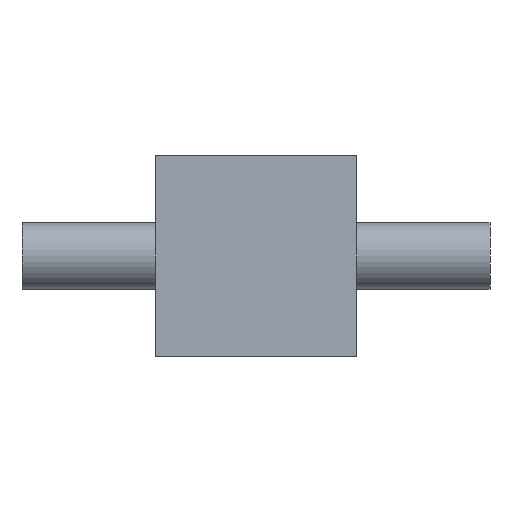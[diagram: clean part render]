
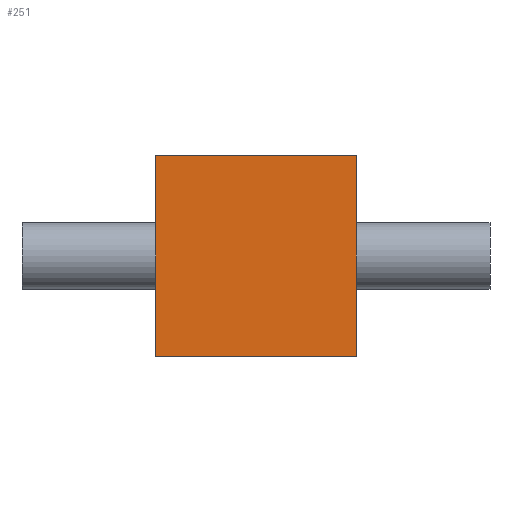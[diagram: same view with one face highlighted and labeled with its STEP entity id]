
A CAD part, left-side view. The second image highlights one B-rep face of the part: STEP entity #251.
In plain terms, the highlighted planar face has unit normal (-1, 0, 0).
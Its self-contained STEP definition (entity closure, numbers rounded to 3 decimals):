
#9 = VERTEX_POINT ( 'NONE', #296 ) ;
#16 = DIRECTION ( 'NONE',  ( 0., 1., 0. ) ) ;
#50 = EDGE_LOOP ( 'NONE', ( #85, #252, #88, #87 ) ) ;
#64 = LINE ( 'NONE', #283, #106 ) ;
#67 = DIRECTION ( 'NONE',  ( 0., 0., 1. ) ) ;
#73 = CARTESIAN_POINT ( 'NONE',  ( -100., -2.5, 2.5 ) ) ;
#78 = FACE_OUTER_BOUND ( 'NONE', #50, .T. ) ;
#85 = ORIENTED_EDGE ( 'NONE', *, *, #304, .F. ) ;
#87 = ORIENTED_EDGE ( 'NONE', *, *, #355, .F. ) ;
#88 = ORIENTED_EDGE ( 'NONE', *, *, #360, .T. ) ;
#106 = VECTOR ( 'NONE', #282, 1000. ) ;
#125 = LINE ( 'NONE', #73, #135 ) ;
#127 = VECTOR ( 'NONE', #67, 1000. ) ;
#135 = VECTOR ( 'NONE', #16, 1000. ) ;
#136 = VECTOR ( 'NONE', #212, 1000. ) ;
#137 = LINE ( 'NONE', #315, #136 ) ;
#157 = VERTEX_POINT ( 'NONE', #299 ) ;
#160 = CARTESIAN_POINT ( 'NONE',  ( -100., 2.5, -2.5 ) ) ;
#167 = DIRECTION ( 'NONE',  ( 1., 0., 0. ) ) ;
#170 = EDGE_CURVE ( 'NONE', #157, #297, #137, .T. ) ;
#180 = VERTEX_POINT ( 'NONE', #240 ) ;
#185 = DIRECTION ( 'NONE',  ( 0., 0., -1. ) ) ;
#208 = PLANE ( 'NONE',  #331 ) ;
#212 = DIRECTION ( 'NONE',  ( 0., 0., 1. ) ) ;
#222 = LINE ( 'NONE', #160, #127 ) ;
#240 = CARTESIAN_POINT ( 'NONE',  ( -100., 2.5, -2.5 ) ) ;
#241 = CARTESIAN_POINT ( 'NONE',  ( -100., 0., 0. ) ) ;
#251 = ADVANCED_FACE ( 'NONE', ( #78 ), #208, .F. ) ;
#252 = ORIENTED_EDGE ( 'NONE', *, *, #170, .T. ) ;
#262 = CARTESIAN_POINT ( 'NONE',  ( -100., -2.5, 2.5 ) ) ;
#282 = DIRECTION ( 'NONE',  ( 0., 1., 0. ) ) ;
#283 = CARTESIAN_POINT ( 'NONE',  ( -100., -2.5, -2.5 ) ) ;
#296 = CARTESIAN_POINT ( 'NONE',  ( -100., 2.5, 2.5 ) ) ;
#297 = VERTEX_POINT ( 'NONE', #262 ) ;
#299 = CARTESIAN_POINT ( 'NONE',  ( -100., -2.5, -2.5 ) ) ;
#304 = EDGE_CURVE ( 'NONE', #157, #180, #64, .T. ) ;
#315 = CARTESIAN_POINT ( 'NONE',  ( -100., -2.5, -2.5 ) ) ;
#331 = AXIS2_PLACEMENT_3D ( 'NONE', #241, #167, #185 ) ;
#355 = EDGE_CURVE ( 'NONE', #180, #9, #222, .T. ) ;
#360 = EDGE_CURVE ( 'NONE', #297, #9, #125, .T. ) ;
